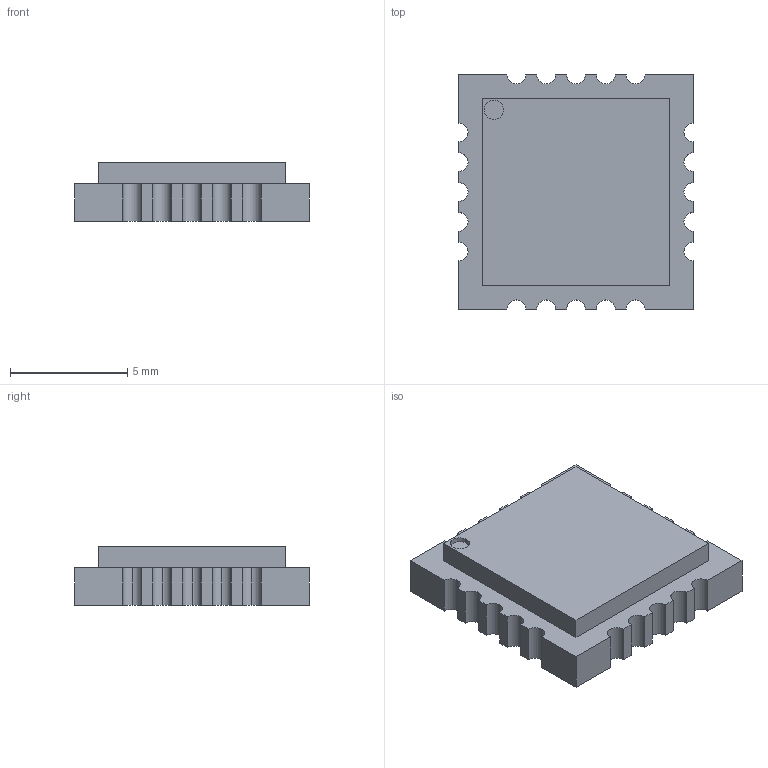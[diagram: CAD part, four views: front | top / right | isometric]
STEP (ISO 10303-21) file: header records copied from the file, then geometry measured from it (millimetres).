
FILE_DESCRIPTION (( 'STEP AP214' ), '1' );
FILE_NAME ('E220-1.STEP', '2023-04-22T06:40:15', ( '' ), ( '' ), 'SwSTEP 2.0', 'SolidWorks 2022', '' );
FILE_SCHEMA (( 'AUTOMOTIVE_DESIGN' ));
Length unit declared in the file: millimetre
Products named in the file (1): E220-1
Bounding box: 10 x 10 x 2.5 mm (x, y, z)
Volume: 209.5 mm3; surface area: 297.9 mm2
Topology: 1 solids, 1 shells, 59 faces, 165 edges, 110 vertices
Faces by surface type: plane 32, cylinder 27
Entity records: 1947 total; most frequent: DIRECTION 339, CARTESIAN_POINT 335, ORIENTED_EDGE 330, EDGE_CURVE 165, AXIS2_PLACEMENT_3D 114, LINE 111, VECTOR 111, VERTEX_POINT 110
